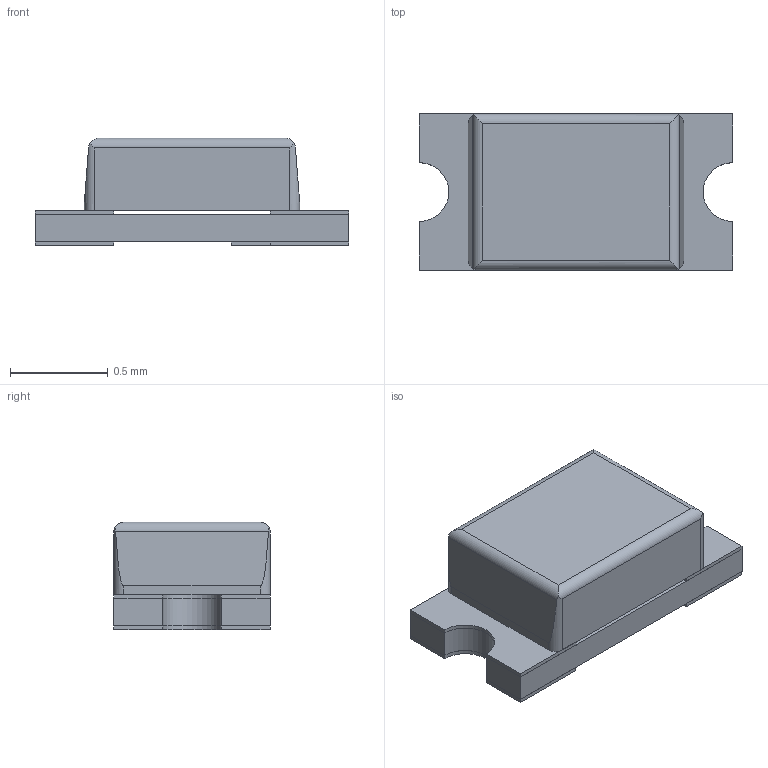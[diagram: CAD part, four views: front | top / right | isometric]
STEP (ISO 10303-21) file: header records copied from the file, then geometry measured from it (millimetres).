
FILE_DESCRIPTION(/* description */ ('STEP AP242','CAx-IF Rec.Pracs.---Representation and Presentation of Product Manufacturing Information (PMI)---4.0---2014-10-13','CAx-IF Rec.Pracs.---3D Tessellated Geometry---0.4---2014-09-14','2;1'),/* implementation_level */ '2;1');
FILE_NAME(/* name */ '6182a8dc76c7db49699548f3',/* time_stamp */ '2021-11-03T15:21:01+00:00',/* author */ (''),/* organization */ (''),/* preprocessor_version */ 'ST-DEVELOPER v18.1',/* originating_system */ ' ',/* authorisation */ ' ');
FILE_SCHEMA (('AP242_MANAGED_MODEL_BASED_3D_ENGINEERING_MIM_LF { 1 0 10303 442 1 1 4 }'));
Length unit declared in the file: metre
Products named in the file (7): Light; Body; Anode Bottom; Cathode Bottom; Anode; Cathode; Base
Bounding box: 1.6 x 0.8 x 0.55 mm (x, y, z)
Volume: 0.5 mm3; surface area: 9 mm2
Topology: 7 solids, 7 shells, 63 faces, 153 edges, 102 vertices
Faces by surface type: plane 48, cylinder 14, sphere 1
Entity records: 1996 total; most frequent: CARTESIAN_POINT 333, DIRECTION 314, ORIENTED_EDGE 300, EDGE_CURVE 150, LINE 118, VECTOR 118, VERTEX_POINT 101, AXIS2_PLACEMENT_3D 98
